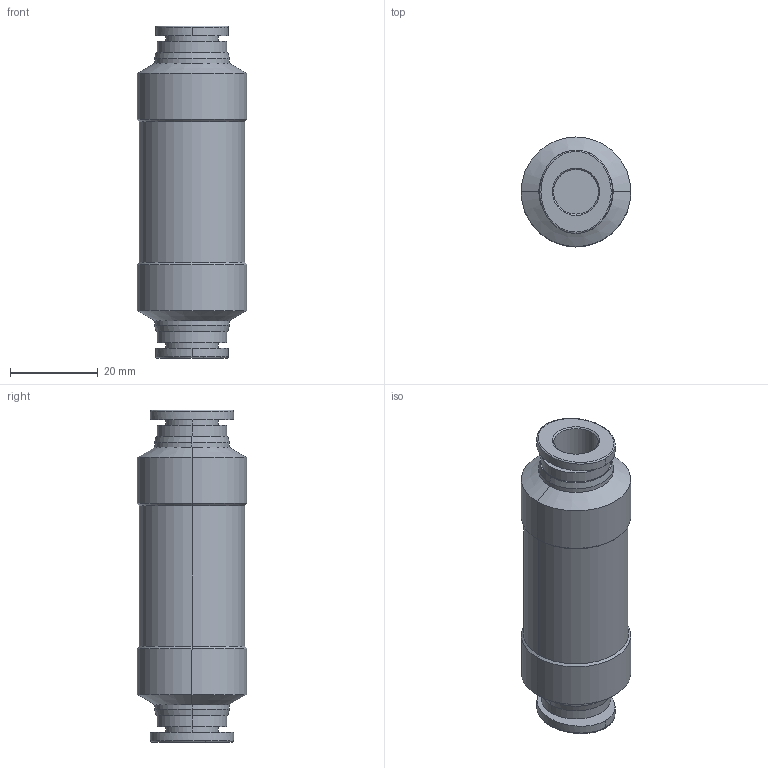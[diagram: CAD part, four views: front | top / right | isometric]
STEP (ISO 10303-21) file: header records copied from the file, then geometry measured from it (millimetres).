
FILE_DESCRIPTION((''),'2;1');
FILE_NAME('PCVU10-mdt.stp','2017-07-24T11:43:31',(''),(''),'Mechanical Desktop 2009','Mechanical Desktop 2009',', , ');
FILE_SCHEMA(('CONFIG_CONTROL_DESIGN'));
Length unit declared in the file: millimetre
Products named in the file (3): PCVU10-MDTA; PCVU10-MDT; COLLAR-C10
Assembly tree (2 placements, depth 2):
  PCVU10-MDTA
    PCVU10-MDT
    COLLAR-C10
Bounding box: 25 x 25 x 75.7 mm (x, y, z)
Volume: 26860.3 mm3; surface area: 7966 mm2
Topology: 1 solids, 1 shells, 54 faces, 106 edges, 62 vertices
Faces by surface type: cylinder 22, cone 16, plane 10, bspline 6
Entity records: 1957 total; most frequent: CARTESIAN_POINT 713, DIRECTION 260, ORIENTED_EDGE 212, AXIS2_PLACEMENT_3D 109, EDGE_CURVE 106, VERTEX_POINT 62, EDGE_LOOP 62, CIRCLE 54
